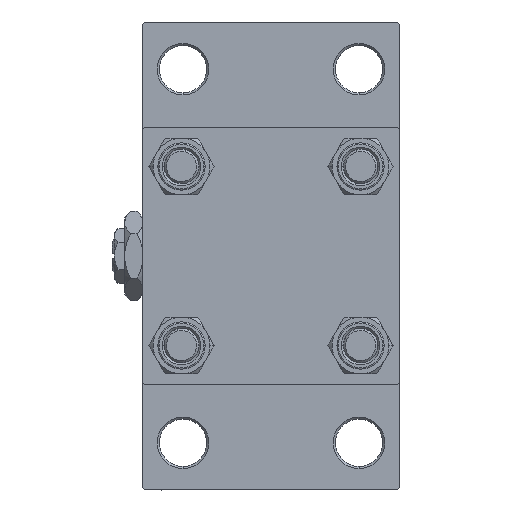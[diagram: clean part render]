
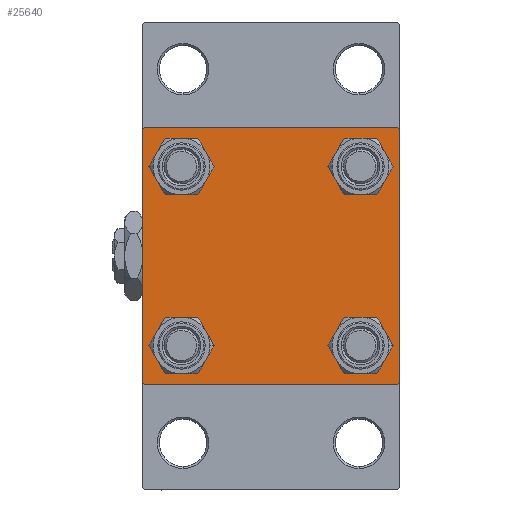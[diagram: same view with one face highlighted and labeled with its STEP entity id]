
A CAD part, left-side view. The second image highlights one B-rep face of the part: STEP entity #25640.
In plain terms, the highlighted planar face has unit normal (-1, 0, 0).
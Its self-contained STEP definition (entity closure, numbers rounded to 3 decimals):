
#62 = EDGE_CURVE ( 'NONE', #9416, #14517, #42577, .T. ) ;
#1106 = DIRECTION ( 'NONE',  ( 0., 0., 1. ) ) ;
#1219 = VERTEX_POINT ( 'NONE', #12786 ) ;
#1626 = EDGE_CURVE ( 'NONE', #1219, #33733, #7741, .T. ) ;
#2286 = AXIS2_PLACEMENT_3D ( 'NONE', #42145, #5326, #1106 ) ;
#2288 = AXIS2_PLACEMENT_3D ( 'NONE', #33626, #15203, #45565 ) ;
#2332 = ORIENTED_EDGE ( 'NONE', *, *, #19003, .T. ) ;
#2470 = EDGE_LOOP ( 'NONE', ( #2773, #29493, #37992, #6206, #19292, #10723, #8678, #2657 ) ) ;
#2657 = ORIENTED_EDGE ( 'NONE', *, *, #28048, .T. ) ;
#2773 = ORIENTED_EDGE ( 'NONE', *, *, #28386, .T. ) ;
#3008 = FACE_BOUND ( 'NONE', #10528, .T. ) ;
#3137 = CARTESIAN_POINT ( 'NONE',  ( 0., 30., -29.5 ) ) ;
#4232 = CARTESIAN_POINT ( 'NONE',  ( 0., 20.85, -20.85 ) ) ;
#4777 = CIRCLE ( 'NONE', #8743, 4.5 ) ;
#4950 = CARTESIAN_POINT ( 'NONE',  ( 0., -30., 30. ) ) ;
#5326 = DIRECTION ( 'NONE',  ( 1., 0., 0. ) ) ;
#5577 = CARTESIAN_POINT ( 'NONE',  ( 0., -20.85, -20.85 ) ) ;
#6206 = ORIENTED_EDGE ( 'NONE', *, *, #21655, .T. ) ;
#6234 = EDGE_CURVE ( 'NONE', #34800, #24709, #22123, .T. ) ;
#6542 = DIRECTION ( 'NONE',  ( 1., 0., 0. ) ) ;
#6985 = DIRECTION ( 'NONE',  ( -1., 0., 0. ) ) ;
#7201 = DIRECTION ( 'NONE',  ( 0., 0., 1. ) ) ;
#7741 = LINE ( 'NONE', #37101, #26781 ) ;
#8678 = ORIENTED_EDGE ( 'NONE', *, *, #48758, .F. ) ;
#8743 = AXIS2_PLACEMENT_3D ( 'NONE', #4232, #38542, #38058 ) ;
#8748 = EDGE_CURVE ( 'NONE', #14517, #9416, #31146, .T. ) ;
#8923 = VERTEX_POINT ( 'NONE', #39516 ) ;
#8955 = CARTESIAN_POINT ( 'NONE',  ( 0., 20.85, -25.35 ) ) ;
#9322 = CARTESIAN_POINT ( 'NONE',  ( 0., 20.85, 25.35 ) ) ;
#9416 = VERTEX_POINT ( 'NONE', #9839 ) ;
#9839 = CARTESIAN_POINT ( 'NONE',  ( 0., 20.85, 16.35 ) ) ;
#10409 = ORIENTED_EDGE ( 'NONE', *, *, #24622, .T. ) ;
#10528 = EDGE_LOOP ( 'NONE', ( #48115, #32987 ) ) ;
#10723 = ORIENTED_EDGE ( 'NONE', *, *, #33823, .T. ) ;
#10988 = CARTESIAN_POINT ( 'NONE',  ( 0., -30., 29.5 ) ) ;
#12559 = AXIS2_PLACEMENT_3D ( 'NONE', #22806, #22558, #41970 ) ;
#12661 = VECTOR ( 'NONE', #29168, 1000. ) ;
#12768 = ORIENTED_EDGE ( 'NONE', *, *, #6234, .T. ) ;
#12786 = CARTESIAN_POINT ( 'NONE',  ( 0., 29.5, -30. ) ) ;
#12878 = LINE ( 'NONE', #42504, #16853 ) ;
#12967 = DIRECTION ( 'NONE',  ( 1., 0., 0. ) ) ;
#13122 = DIRECTION ( 'NONE',  ( 0., 0.707, -0.707 ) ) ;
#13962 = AXIS2_PLACEMENT_3D ( 'NONE', #27725, #46372, #19502 ) ;
#14517 = VERTEX_POINT ( 'NONE', #9322 ) ;
#15203 = DIRECTION ( 'NONE',  ( 1., 0., 0. ) ) ;
#15445 = EDGE_LOOP ( 'NONE', ( #22866, #10409 ) ) ;
#15618 = DIRECTION ( 'NONE',  ( 0., 0., -1. ) ) ;
#16395 = LINE ( 'NONE', #31574, #33894 ) ;
#16560 = CARTESIAN_POINT ( 'NONE',  ( 0., -20.85, 16.35 ) ) ;
#16853 = VECTOR ( 'NONE', #28065, 1000. ) ;
#17245 = VERTEX_POINT ( 'NONE', #18202 ) ;
#17347 = CIRCLE ( 'NONE', #2288, 4.5 ) ;
#17441 = CARTESIAN_POINT ( 'NONE',  ( 0., -20.85, 20.85 ) ) ;
#17881 = DIRECTION ( 'NONE',  ( 0., -1., 0. ) ) ;
#18096 = CIRCLE ( 'NONE', #12559, 4.5 ) ;
#18202 = CARTESIAN_POINT ( 'NONE',  ( 0., -20.85, -25.35 ) ) ;
#18442 = LINE ( 'NONE', #36883, #12661 ) ;
#18632 = FACE_BOUND ( 'NONE', #38996, .T. ) ;
#19003 = EDGE_CURVE ( 'NONE', #24709, #34800, #32188, .T. ) ;
#19276 = CARTESIAN_POINT ( 'NONE',  ( 0., -20.85, -16.35 ) ) ;
#19292 = ORIENTED_EDGE ( 'NONE', *, *, #31289, .F. ) ;
#19502 = DIRECTION ( 'NONE',  ( 0., 0., 1. ) ) ;
#20011 = CARTESIAN_POINT ( 'NONE',  ( 0., -29.5, 30. ) ) ;
#21090 = AXIS2_PLACEMENT_3D ( 'NONE', #17441, #12967, #40095 ) ;
#21655 = EDGE_CURVE ( 'NONE', #33733, #47082, #30905, .T. ) ;
#22123 = CIRCLE ( 'NONE', #2286, 4.5 ) ;
#22149 = CARTESIAN_POINT ( 'NONE',  ( 0., 0., 0. ) ) ;
#22150 = EDGE_CURVE ( 'NONE', #25815, #1219, #16395, .T. ) ;
#22558 = DIRECTION ( 'NONE',  ( 1., 0., 0. ) ) ;
#22806 = CARTESIAN_POINT ( 'NONE',  ( 0., 20.85, -20.85 ) ) ;
#22866 = ORIENTED_EDGE ( 'NONE', *, *, #28781, .T. ) ;
#23192 = CARTESIAN_POINT ( 'NONE',  ( 0., -29.75, -29.75 ) ) ;
#23260 = CARTESIAN_POINT ( 'NONE',  ( 0., -30., -29.5 ) ) ;
#23852 = LINE ( 'NONE', #4950, #46011 ) ;
#24622 = EDGE_CURVE ( 'NONE', #41517, #48744, #18096, .T. ) ;
#24709 = VERTEX_POINT ( 'NONE', #16560 ) ;
#25120 = CARTESIAN_POINT ( 'NONE',  ( 0., 30., 30. ) ) ;
#25363 = EDGE_CURVE ( 'NONE', #37692, #17245, #17347, .T. ) ;
#25640 = ADVANCED_FACE ( 'NONE', ( #33337, #18632, #48988, #3008, #30331 ), #40809, .T. ) ;
#25815 = VERTEX_POINT ( 'NONE', #3137 ) ;
#26103 = CARTESIAN_POINT ( 'NONE',  ( 0., 20.85, 20.85 ) ) ;
#26781 = VECTOR ( 'NONE', #33355, 1000. ) ;
#26815 = VERTEX_POINT ( 'NONE', #41989 ) ;
#27725 = CARTESIAN_POINT ( 'NONE',  ( 0., 20.85, 20.85 ) ) ;
#28048 = EDGE_CURVE ( 'NONE', #8923, #26815, #39528, .T. ) ;
#28065 = DIRECTION ( 'NONE',  ( 0., 0.707, 0.707 ) ) ;
#28386 = EDGE_CURVE ( 'NONE', #26815, #25815, #18442, .T. ) ;
#28781 = EDGE_CURVE ( 'NONE', #48744, #41517, #4777, .T. ) ;
#29168 = DIRECTION ( 'NONE',  ( 0., 0., -1. ) ) ;
#29300 = AXIS2_PLACEMENT_3D ( 'NONE', #22149, #6985, #37801 ) ;
#29493 = ORIENTED_EDGE ( 'NONE', *, *, #22150, .T. ) ;
#30331 = FACE_OUTER_BOUND ( 'NONE', #2470, .T. ) ;
#30491 = LINE ( 'NONE', #25120, #49025 ) ;
#30633 = ORIENTED_EDGE ( 'NONE', *, *, #39783, .T. ) ;
#30713 = VECTOR ( 'NONE', #33639, 1000. ) ;
#30905 = LINE ( 'NONE', #23192, #30713 ) ;
#31146 = CIRCLE ( 'NONE', #40702, 4.5 ) ;
#31289 = EDGE_CURVE ( 'NONE', #35503, #47082, #23852, .T. ) ;
#31574 = CARTESIAN_POINT ( 'NONE',  ( 0., 29.75, -29.75 ) ) ;
#32188 = CIRCLE ( 'NONE', #21090, 4.5 ) ;
#32987 = ORIENTED_EDGE ( 'NONE', *, *, #62, .T. ) ;
#33337 = FACE_BOUND ( 'NONE', #37806, .T. ) ;
#33355 = DIRECTION ( 'NONE',  ( 0., -1., 0. ) ) ;
#33437 = ORIENTED_EDGE ( 'NONE', *, *, #25363, .T. ) ;
#33626 = CARTESIAN_POINT ( 'NONE',  ( 0., -20.85, -20.85 ) ) ;
#33639 = DIRECTION ( 'NONE',  ( 0., -0.707, 0.707 ) ) ;
#33725 = CIRCLE ( 'NONE', #40063, 4.5 ) ;
#33733 = VERTEX_POINT ( 'NONE', #38532 ) ;
#33823 = EDGE_CURVE ( 'NONE', #35503, #46074, #12878, .T. ) ;
#33894 = VECTOR ( 'NONE', #46500, 1000. ) ;
#34800 = VERTEX_POINT ( 'NONE', #44479 ) ;
#35503 = VERTEX_POINT ( 'NONE', #10988 ) ;
#36883 = CARTESIAN_POINT ( 'NONE',  ( 0., 30., 30. ) ) ;
#37101 = CARTESIAN_POINT ( 'NONE',  ( 0., 30., -30. ) ) ;
#37692 = VERTEX_POINT ( 'NONE', #19276 ) ;
#37801 = DIRECTION ( 'NONE',  ( 0., 0., 1. ) ) ;
#37806 = EDGE_LOOP ( 'NONE', ( #12768, #2332 ) ) ;
#37992 = ORIENTED_EDGE ( 'NONE', *, *, #1626, .T. ) ;
#38058 = DIRECTION ( 'NONE',  ( 0., 0., 1. ) ) ;
#38532 = CARTESIAN_POINT ( 'NONE',  ( 0., -29.5, -30. ) ) ;
#38542 = DIRECTION ( 'NONE',  ( 1., 0., 0. ) ) ;
#38996 = EDGE_LOOP ( 'NONE', ( #33437, #30633 ) ) ;
#39516 = CARTESIAN_POINT ( 'NONE',  ( 0., 29.5, 30. ) ) ;
#39528 = LINE ( 'NONE', #47207, #45230 ) ;
#39783 = EDGE_CURVE ( 'NONE', #17245, #37692, #33725, .T. ) ;
#39881 = DIRECTION ( 'NONE',  ( 0., 0., 1. ) ) ;
#40063 = AXIS2_PLACEMENT_3D ( 'NONE', #5577, #6542, #39881 ) ;
#40095 = DIRECTION ( 'NONE',  ( 0., 0., 1. ) ) ;
#40702 = AXIS2_PLACEMENT_3D ( 'NONE', #26103, #41278, #7201 ) ;
#40809 = PLANE ( 'NONE',  #29300 ) ;
#41278 = DIRECTION ( 'NONE',  ( 1., 0., 0. ) ) ;
#41517 = VERTEX_POINT ( 'NONE', #8955 ) ;
#41970 = DIRECTION ( 'NONE',  ( 0., 0., 1. ) ) ;
#41989 = CARTESIAN_POINT ( 'NONE',  ( 0., 30., 29.5 ) ) ;
#42145 = CARTESIAN_POINT ( 'NONE',  ( 0., -20.85, 20.85 ) ) ;
#42504 = CARTESIAN_POINT ( 'NONE',  ( 0., -29.75, 29.75 ) ) ;
#42577 = CIRCLE ( 'NONE', #13962, 4.5 ) ;
#44015 = CARTESIAN_POINT ( 'NONE',  ( 0., 20.85, -16.35 ) ) ;
#44479 = CARTESIAN_POINT ( 'NONE',  ( 0., -20.85, 25.35 ) ) ;
#45230 = VECTOR ( 'NONE', #13122, 1000. ) ;
#45565 = DIRECTION ( 'NONE',  ( 0., 0., 1. ) ) ;
#46011 = VECTOR ( 'NONE', #15618, 1000. ) ;
#46074 = VERTEX_POINT ( 'NONE', #20011 ) ;
#46372 = DIRECTION ( 'NONE',  ( 1., 0., 0. ) ) ;
#46500 = DIRECTION ( 'NONE',  ( 0., -0.707, -0.707 ) ) ;
#47082 = VERTEX_POINT ( 'NONE', #23260 ) ;
#47207 = CARTESIAN_POINT ( 'NONE',  ( 0., 29.75, 29.75 ) ) ;
#48115 = ORIENTED_EDGE ( 'NONE', *, *, #8748, .T. ) ;
#48744 = VERTEX_POINT ( 'NONE', #44015 ) ;
#48758 = EDGE_CURVE ( 'NONE', #8923, #46074, #30491, .T. ) ;
#48988 = FACE_BOUND ( 'NONE', #15445, .T. ) ;
#49025 = VECTOR ( 'NONE', #17881, 1000. ) ;
